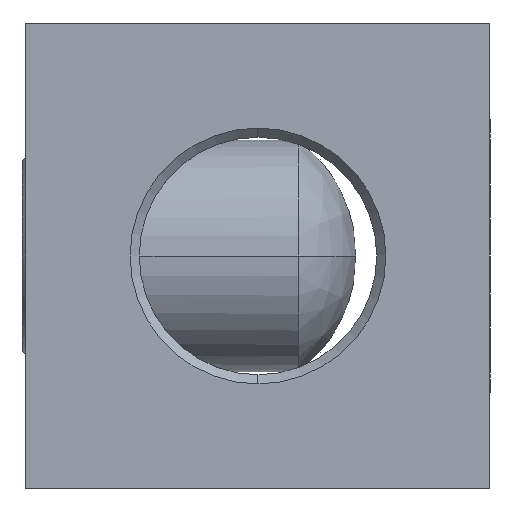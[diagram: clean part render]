
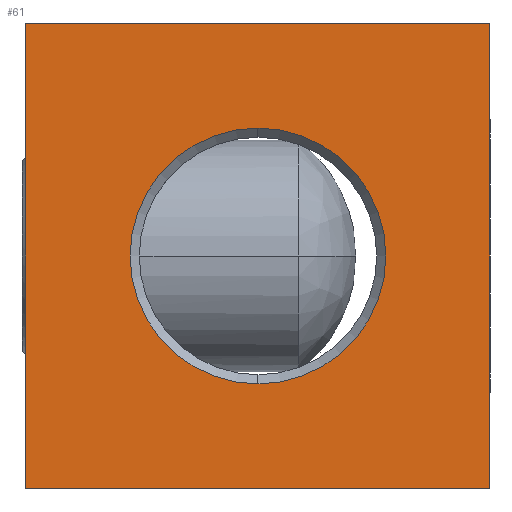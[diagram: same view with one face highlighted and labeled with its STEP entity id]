
A CAD part, left-side view. The second image highlights one B-rep face of the part: STEP entity #61.
In plain terms, the highlighted planar face has unit normal (-1, 0, 0).
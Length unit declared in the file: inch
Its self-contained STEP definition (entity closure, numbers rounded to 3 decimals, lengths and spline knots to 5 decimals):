
#6 = AXIS2_PLACEMENT_3D ( 'NONE', #924, #518, #677 ) ;
#8 = CARTESIAN_POINT ( 'NONE',  ( 0., 0., -0.25 ) ) ;
#18 = DIRECTION ( 'NONE',  ( 0., 1., 0. ) ) ;
#52 = FACE_OUTER_BOUND ( 'NONE', #466, .T. ) ;
#61 = ADVANCED_FACE ( 'NONE', ( #52, #452 ), #611, .F. ) ;
#102 = EDGE_CURVE ( 'NONE', #170, #678, #347, .T. ) ;
#105 = ORIENTED_EDGE ( 'NONE', *, *, #102, .F. ) ;
#162 = AXIS2_PLACEMENT_3D ( 'NONE', #1032, #310, #305 ) ;
#170 = VERTEX_POINT ( 'NONE', #329 ) ;
#172 = EDGE_CURVE ( 'NONE', #292, #833, #252, .T. ) ;
#182 = DIRECTION ( 'NONE',  ( 0., 0., 1. ) ) ;
#213 = VECTOR ( 'NONE', #182, 39.37008 ) ;
#234 = ORIENTED_EDGE ( 'NONE', *, *, #584, .T. ) ;
#248 = CARTESIAN_POINT ( 'NONE',  ( 0., 0., -0.25 ) ) ;
#252 = LINE ( 'NONE', #248, #429 ) ;
#258 = CARTESIAN_POINT ( 'NONE',  ( 0., 0.5, 0.25 ) ) ;
#267 = VERTEX_POINT ( 'NONE', #258 ) ;
#275 = EDGE_CURVE ( 'NONE', #833, #267, #727, .T. ) ;
#284 = DIRECTION ( 'NONE',  ( 0., 0., 1. ) ) ;
#292 = VERTEX_POINT ( 'NONE', #8 ) ;
#305 = DIRECTION ( 'NONE',  ( 0., 0., 1. ) ) ;
#310 = DIRECTION ( 'NONE',  ( -1., 0., 0. ) ) ;
#329 = CARTESIAN_POINT ( 'NONE',  ( 0., 0.25, 0.1378 ) ) ;
#347 = CIRCLE ( 'NONE', #162, 0.1378 ) ;
#359 = ORIENTED_EDGE ( 'NONE', *, *, #413, .F. ) ;
#362 = CIRCLE ( 'NONE', #6, 0.1378 ) ;
#402 = ORIENTED_EDGE ( 'NONE', *, *, #172, .F. ) ;
#411 = CARTESIAN_POINT ( 'NONE',  ( 0., 0.5, 0.25 ) ) ;
#413 = EDGE_CURVE ( 'NONE', #678, #170, #362, .T. ) ;
#429 = VECTOR ( 'NONE', #18, 39.37008 ) ;
#438 = VECTOR ( 'NONE', #782, 39.37008 ) ;
#452 = FACE_BOUND ( 'NONE', #730, .T. ) ;
#466 = EDGE_LOOP ( 'NONE', ( #949, #234, #484, #402 ) ) ;
#484 = ORIENTED_EDGE ( 'NONE', *, *, #275, .F. ) ;
#510 = LINE ( 'NONE', #907, #657 ) ;
#518 = DIRECTION ( 'NONE',  ( -1., 0., 0. ) ) ;
#574 = CARTESIAN_POINT ( 'NONE',  ( 0., 0., 0.25 ) ) ;
#584 = EDGE_CURVE ( 'NONE', #872, #267, #946, .T. ) ;
#611 = PLANE ( 'NONE',  #682 ) ;
#657 = VECTOR ( 'NONE', #284, 39.37008 ) ;
#677 = DIRECTION ( 'NONE',  ( 0., 0., 1. ) ) ;
#678 = VERTEX_POINT ( 'NONE', #736 ) ;
#682 = AXIS2_PLACEMENT_3D ( 'NONE', #864, #779, #705 ) ;
#705 = DIRECTION ( 'NONE',  ( 0., 1., 0. ) ) ;
#727 = LINE ( 'NONE', #411, #213 ) ;
#730 = EDGE_LOOP ( 'NONE', ( #105, #359 ) ) ;
#736 = CARTESIAN_POINT ( 'NONE',  ( 0., 0.25, -0.1378 ) ) ;
#779 = DIRECTION ( 'NONE',  ( 1., 0., 0. ) ) ;
#782 = DIRECTION ( 'NONE',  ( 0., 1., 0. ) ) ;
#833 = VERTEX_POINT ( 'NONE', #972 ) ;
#853 = CARTESIAN_POINT ( 'NONE',  ( 0., 0., 0.25 ) ) ;
#864 = CARTESIAN_POINT ( 'NONE',  ( 0., 0., 0.25 ) ) ;
#872 = VERTEX_POINT ( 'NONE', #574 ) ;
#907 = CARTESIAN_POINT ( 'NONE',  ( 0., 0., 0.25 ) ) ;
#924 = CARTESIAN_POINT ( 'NONE',  ( 0., 0.25, 0. ) ) ;
#944 = EDGE_CURVE ( 'NONE', #292, #872, #510, .T. ) ;
#946 = LINE ( 'NONE', #853, #438 ) ;
#949 = ORIENTED_EDGE ( 'NONE', *, *, #944, .T. ) ;
#972 = CARTESIAN_POINT ( 'NONE',  ( 0., 0.5, -0.25 ) ) ;
#1032 = CARTESIAN_POINT ( 'NONE',  ( 0., 0.25, 0. ) ) ;
